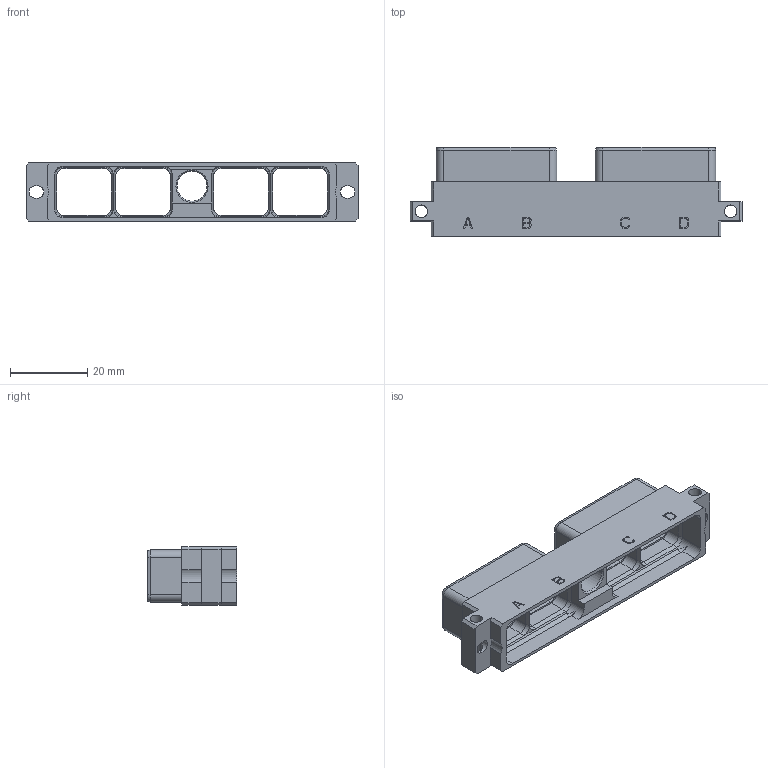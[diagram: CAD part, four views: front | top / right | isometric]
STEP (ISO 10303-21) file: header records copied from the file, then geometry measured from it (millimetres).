
FILE_DESCRIPTION((''),'2;1');
FILE_NAME('SIM2N83K','2019-09-13T',('presta_be4'),(''),'PRO/ENGINEER BY PARAMETRIC TECHNOLOGY CORPORATION, 2014310','PRO/ENGINEER BY PARAMETRIC TECHNOLOGY CORPORATION, 2014310','');
FILE_SCHEMA(('CONFIG_CONTROL_DESIGN'));
Length unit declared in the file: millimetre
Products named in the file (1): SIM2N83K
Bounding box: 85.88 x 23.03 x 15.16 mm (x, y, z)
Volume: 6058.1 mm3; surface area: 10270.2 mm2
Topology: 1 solids, 1 shells, 620 faces, 1741 edges, 1134 vertices
Faces by surface type: plane 507, cylinder 79, cone 34
Entity records: 21042 total; most frequent: CARTESIAN_POINT 4914, ORIENTED_EDGE 3482, DIRECTION 3121, EDGE_CURVE 1741, VECTOR 1513, LINE 1513, VERTEX_POINT 1134, AXIS2_PLACEMENT_3D 804
